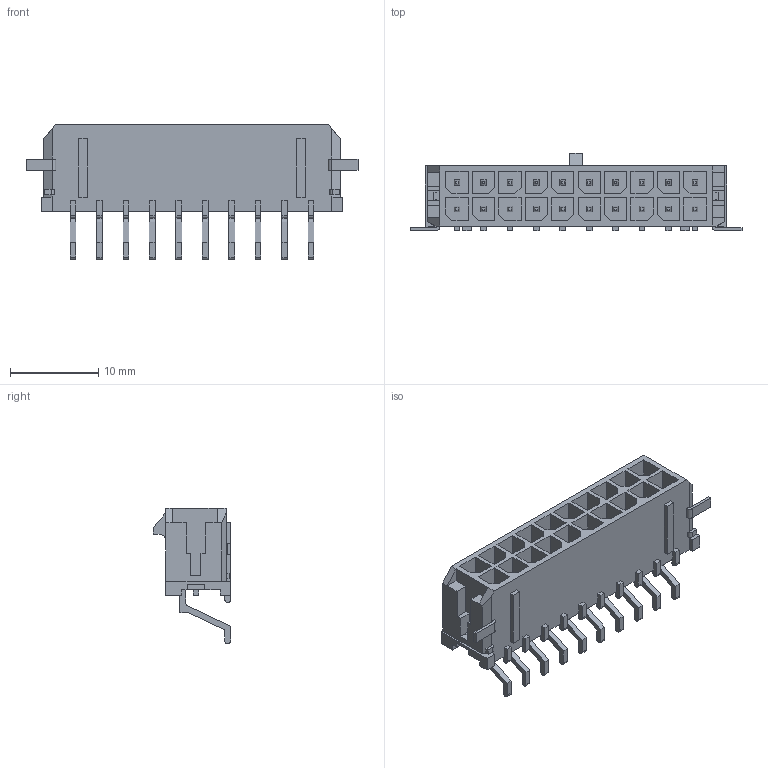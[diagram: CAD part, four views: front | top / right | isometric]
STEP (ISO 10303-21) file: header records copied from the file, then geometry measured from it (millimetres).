
FILE_DESCRIPTION((''),'2;1');
FILE_NAME('430452010','2020-04-16T',('gga'),(''),'PRO/ENGINEER BY PARAMETRIC TECHNOLOGY CORPORATION, 2016010','PRO/ENGINEER BY PARAMETRIC TECHNOLOGY CORPORATION, 2016010','');
FILE_SCHEMA(('CONFIG_CONTROL_DESIGN'));
Length unit declared in the file: millimetre
Products named in the file (1): 430452010
Bounding box: 37.65 x 8.77 x 15.4 mm (x, y, z)
Volume: 1368.6 mm3; surface area: 3251.7 mm2
Topology: 1 solids, 11 shells, 825 faces, 2187 edges, 1432 vertices
Faces by surface type: plane 788, cylinder 37
Entity records: 24760 total; most frequent: CARTESIAN_POINT 4353, ORIENTED_EDGE 4194, DIRECTION 3913, VECTOR 2113, LINE 2113, EDGE_CURVE 2097, VERTEX_POINT 1340, AXIS2_PLACEMENT_3D 900
